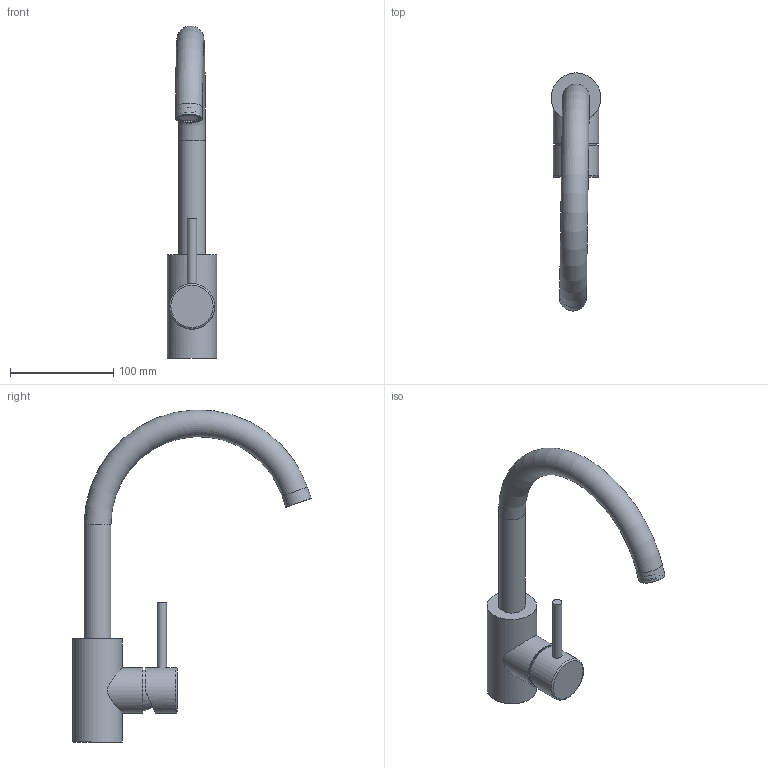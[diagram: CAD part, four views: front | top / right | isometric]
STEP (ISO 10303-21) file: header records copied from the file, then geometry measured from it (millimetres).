
FILE_DESCRIPTION(/* description */ ('AdapterTestApp'),/* implementation_level */ '2;1');
FILE_NAME(/* name */ 'Buddy 040',/* time_stamp */ '2015-02-12T12:08:51+01:00',/* author */ ('AdapterTestApp'),/* organization */ ('Siemens PLM Software'),/* preprocessor_version */ 'ST-DEVELOPER v15.6',/* originating_system */ 'DEX',/* authorisation */ $);
FILE_SCHEMA (('AUTOMOTIVE_DESIGN {1 0 10303 214 3 1 1}'));
Length unit declared in the file: millimetre
Products named in the file (20): buddy-040; 004-s; 004-s_0; 004-s_10; 004-s_11; 004-s_12; 004-s_13; 004-s_14; 004-s_15; 004-s_16; 030_3; 004-s_18; 004-s_19; 004-s_20; 004-s_213; 004-s_214; 004-s_215; 004-s_216; 004-s_217
Assembly tree (21 placements, depth 3):
  buddy-040
    004-s
      004-s
      004-s_0
    004-s_10
    004-s_11
    004-s_12
    004-s_13  x3
    004-s_14
    004-s_15
    004-s_16
    030_3
    004-s_18
    004-s_19
    004-s_20
    004-s_213
    004-s_214
    004-s_215
    004-s_216
    004-s_217
Bounding box: 48 x 231.22 x 321.96 mm (x, y, z)
Volume: 269754.8 mm3; surface area: 145594.6 mm2
Topology: 19 solids, 19 shells, 403 faces, 998 edges, 651 vertices
Faces by surface type: plane 169, cylinder 137, cone 53, bspline 24, torus 20
Full cylindrical faces by diameter (mm): 2.8 x1, 3.3 x1, 4 x1, 4.2 x1, 4.8 x2, 5 x1, 6 x5, 6.35 x1, 7 x1, 7.153 x1, 7.5 x1, 8 x1, 9 x3, 9.2 x1, 10 x1, 10.2 x1, 10.5 x1, 11 x2, 14.4 x1, 15 x1, 17.5 x1, 18.4 x3, 19 x1, 19.5 x2, 20 x2, 20.5 x1, 20.9 x1, 21.19 x2, 21.7 x1, 22 x1
Entity records: 16039 total; most frequent: CARTESIAN_POINT 7088, DIRECTION 1786, ORIENTED_EDGE 1574, EDGE_CURVE 787, AXIS2_PLACEMENT_3D 738, FACE_BOUND 595, VERTEX_POINT 586, EDGE_LOOP 585
